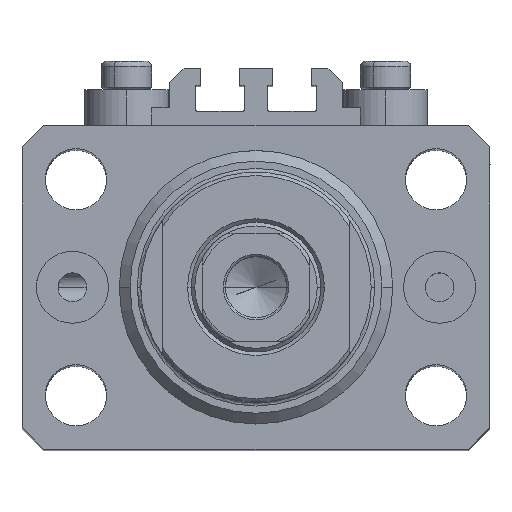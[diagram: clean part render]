
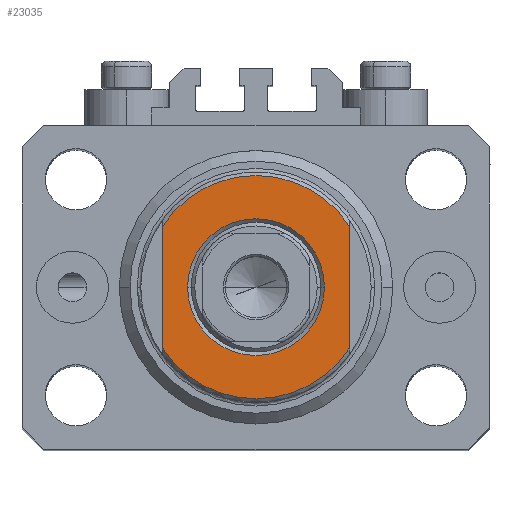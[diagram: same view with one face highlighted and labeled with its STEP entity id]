
A CAD part, top view. The second image highlights one B-rep face of the part: STEP entity #23035.
In plain terms, the highlighted face is planar.
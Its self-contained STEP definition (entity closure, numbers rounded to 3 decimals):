
#174 = CARTESIAN_POINT ( 'NONE',  ( 9.5, 0., -6.5 ) ) ;
#878 = AXIS2_PLACEMENT_3D ( 'NONE', #5954, #13367, #28165 ) ;
#1798 = ORIENTED_EDGE ( 'NONE', *, *, #24489, .T. ) ;
#2644 = ORIENTED_EDGE ( 'NONE', *, *, #24583, .T. ) ;
#3865 = EDGE_LOOP ( 'NONE', ( #15826, #30445 ) ) ;
#4746 = VERTEX_POINT ( 'NONE', #12000 ) ;
#4819 = DIRECTION ( 'NONE',  ( 0., -1., 0. ) ) ;
#4980 = ORIENTED_EDGE ( 'NONE', *, *, #10847, .F. ) ;
#5954 = CARTESIAN_POINT ( 'NONE',  ( 0., 0., -6.5 ) ) ;
#5998 = PLANE ( 'NONE',  #44311 ) ;
#6737 = ORIENTED_EDGE ( 'NONE', *, *, #10958, .T. ) ;
#7146 = LINE ( 'NONE', #28872, #43580 ) ;
#8165 = CARTESIAN_POINT ( 'NONE',  ( -13., -43.081, -6.5 ) ) ;
#9586 = CARTESIAN_POINT ( 'NONE',  ( 0., 0., -6.5 ) ) ;
#10847 = EDGE_CURVE ( 'NONE', #4746, #31995, #15804, .T. ) ;
#10958 = EDGE_CURVE ( 'NONE', #4746, #39753, #15717, .T. ) ;
#11270 = DIRECTION ( 'NONE',  ( 0., 0., 1. ) ) ;
#11995 = DIRECTION ( 'NONE',  ( 0., 0., -1. ) ) ;
#12000 = CARTESIAN_POINT ( 'NONE',  ( -13., 8.441, -6.5 ) ) ;
#13367 = DIRECTION ( 'NONE',  ( 0., 0., -1. ) ) ;
#14302 = AXIS2_PLACEMENT_3D ( 'NONE', #43964, #11270, #25829 ) ;
#14988 = CARTESIAN_POINT ( 'NONE',  ( -13., -8.441, -6.5 ) ) ;
#15717 = CIRCLE ( 'NONE', #42401, 15.5 ) ;
#15804 = LINE ( 'NONE', #8165, #30947 ) ;
#15809 = CIRCLE ( 'NONE', #14302, 9.5 ) ;
#15826 = ORIENTED_EDGE ( 'NONE', *, *, #17115, .T. ) ;
#16128 = CARTESIAN_POINT ( 'NONE',  ( 13., 8.441, -6.5 ) ) ;
#16987 = VERTEX_POINT ( 'NONE', #46840 ) ;
#17013 = FACE_BOUND ( 'NONE', #3865, .T. ) ;
#17115 = EDGE_CURVE ( 'NONE', #22611, #41452, #15809, .T. ) ;
#19097 = EDGE_CURVE ( 'NONE', #41452, #22611, #31844, .T. ) ;
#19388 = DIRECTION ( 'NONE',  ( -1., 0., 0. ) ) ;
#20781 = CARTESIAN_POINT ( 'NONE',  ( 0., 0., -6.5 ) ) ;
#22611 = VERTEX_POINT ( 'NONE', #29946 ) ;
#23035 = ADVANCED_FACE ( 'NONE', ( #17013, #28683 ), #5998, .T. ) ;
#24489 = EDGE_CURVE ( 'NONE', #16987, #31995, #35183, .T. ) ;
#24583 = EDGE_CURVE ( 'NONE', #39753, #16987, #7146, .T. ) ;
#24612 = DIRECTION ( 'NONE',  ( 0., 0., 1. ) ) ;
#25829 = DIRECTION ( 'NONE',  ( -1., 0., 0. ) ) ;
#28165 = DIRECTION ( 'NONE',  ( -1., 0., 0. ) ) ;
#28683 = FACE_OUTER_BOUND ( 'NONE', #30955, .T. ) ;
#28872 = CARTESIAN_POINT ( 'NONE',  ( 13., -43.081, -6.5 ) ) ;
#29565 = DIRECTION ( 'NONE',  ( 0., -1., 0. ) ) ;
#29946 = CARTESIAN_POINT ( 'NONE',  ( -9.5, 0., -6.5 ) ) ;
#30445 = ORIENTED_EDGE ( 'NONE', *, *, #19097, .T. ) ;
#30947 = VECTOR ( 'NONE', #4819, 1000. ) ;
#30955 = EDGE_LOOP ( 'NONE', ( #6737, #2644, #1798, #4980 ) ) ;
#31792 = DIRECTION ( 'NONE',  ( -1., 0., 0. ) ) ;
#31844 = CIRCLE ( 'NONE', #34894, 9.5 ) ;
#31995 = VERTEX_POINT ( 'NONE', #14988 ) ;
#34894 = AXIS2_PLACEMENT_3D ( 'NONE', #20781, #24612, #35336 ) ;
#35130 = DIRECTION ( 'NONE',  ( 0., 0., -1. ) ) ;
#35183 = CIRCLE ( 'NONE', #878, 15.5 ) ;
#35336 = DIRECTION ( 'NONE',  ( -1., 0., 0. ) ) ;
#39753 = VERTEX_POINT ( 'NONE', #16128 ) ;
#41452 = VERTEX_POINT ( 'NONE', #174 ) ;
#41575 = CARTESIAN_POINT ( 'NONE',  ( 0., 0., -6.5 ) ) ;
#42401 = AXIS2_PLACEMENT_3D ( 'NONE', #41575, #11995, #19388 ) ;
#43580 = VECTOR ( 'NONE', #29565, 1000. ) ;
#43964 = CARTESIAN_POINT ( 'NONE',  ( 0., 0., -6.5 ) ) ;
#44311 = AXIS2_PLACEMENT_3D ( 'NONE', #9586, #35130, #31792 ) ;
#46840 = CARTESIAN_POINT ( 'NONE',  ( 13., -8.441, -6.5 ) ) ;
